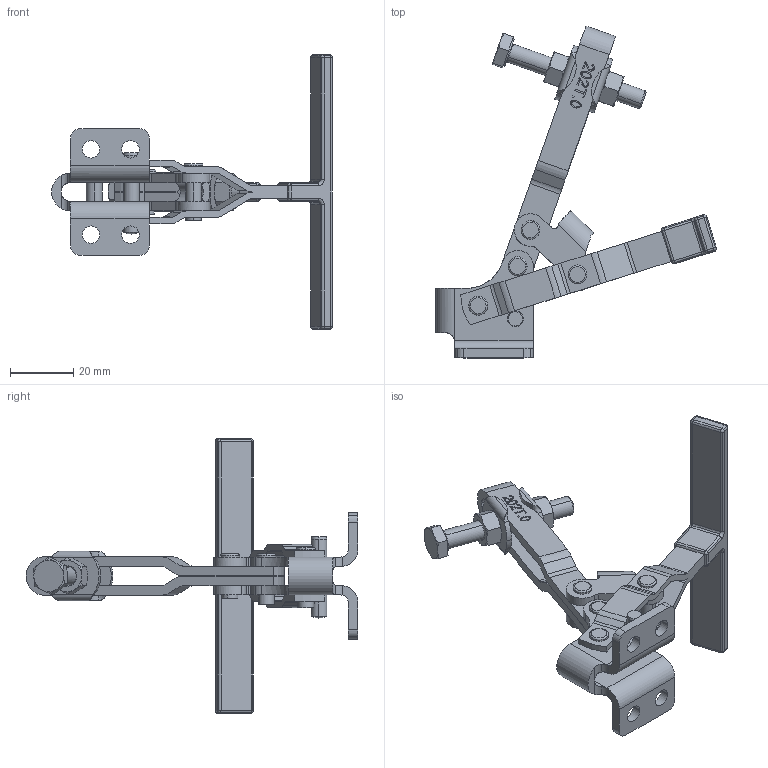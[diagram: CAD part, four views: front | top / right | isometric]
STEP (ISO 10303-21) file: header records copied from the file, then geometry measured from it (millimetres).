
FILE_DESCRIPTION((''),'2;1');
FILE_NAME('202T.0-opened.stp','2005-09-28T18:48:39',('Kysilko'),(''),'Autodesk Inventor 8','Autodesk Inventor 8','');
FILE_SCHEMA(('AUTOMOTIVE_DESIGN { 1 0 10303 214 1 1 1 1 }'));
Length unit declared in the file: millimetre
Products named in the file (1): Part1
Bounding box: 88.99 x 105.14 x 87 mm (x, y, z)
Volume: 24847.4 mm3; surface area: 19359.8 mm2
Topology: 1 solids, 6 shells, 551 faces, 1461 edges, 914 vertices
Faces by surface type: cylinder 198, plane 180, bspline 95, cone 52, sphere 14, torus 12
Entity records: 19797 total; most frequent: CARTESIAN_POINT 6428, ORIENTED_EDGE 2878, DIRECTION 2722, EDGE_CURVE 1439, AXIS2_PLACEMENT_3D 1014, VERTEX_POINT 914, VECTOR 694, LINE 694
